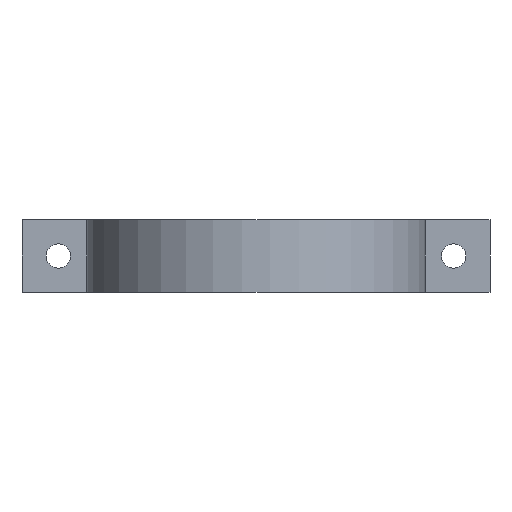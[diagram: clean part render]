
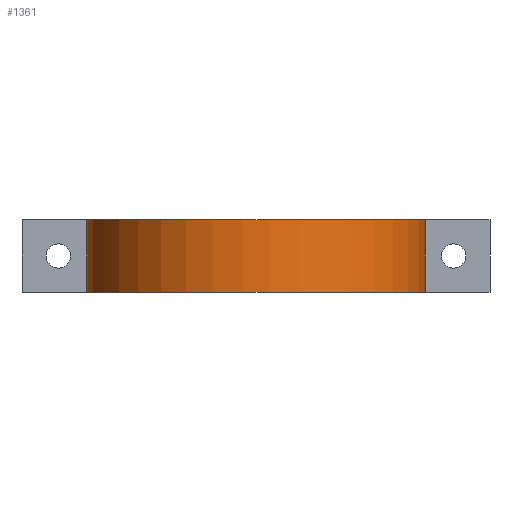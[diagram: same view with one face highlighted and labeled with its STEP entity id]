
A CAD part, front view. The second image highlights one B-rep face of the part: STEP entity #1361.
In plain terms, the highlighted cylindrical face has radius 35 mm (diameter 70 mm), a partial arc.
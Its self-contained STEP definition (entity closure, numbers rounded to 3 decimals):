
#72 = PLANE('',#73);
#73 = AXIS2_PLACEMENT_3D('',#74,#75,#76);
#74 = CARTESIAN_POINT('',(0.,137.001,15.));
#75 = DIRECTION('',(0.,0.,1.));
#76 = DIRECTION('',(1.,0.,0.));
#126 = PLANE('',#127);
#127 = AXIS2_PLACEMENT_3D('',#128,#129,#130);
#128 = CARTESIAN_POINT('',(0.,137.001,0.));
#129 = DIRECTION('',(0.,0.,1.));
#130 = DIRECTION('',(1.,0.,0.));
#336 = VERTEX_POINT('',#337);
#337 = CARTESIAN_POINT('',(-34.135,95.233,0.));
#351 = PLANE('',#352);
#352 = AXIS2_PLACEMENT_3D('',#353,#354,#355);
#353 = CARTESIAN_POINT('',(-34.135,95.233,0.));
#354 = DIRECTION('',(-0.971,0.238,0.));
#355 = DIRECTION('',(0.238,0.971,0.));
#363 = EDGE_CURVE('',#336,#364,#366,.T.);
#364 = VERTEX_POINT('',#365);
#365 = CARTESIAN_POINT('',(34.135,95.233,0.));
#366 = SURFACE_CURVE('',#367,(#372,#379),.PCURVE_S1.);
#367 = CIRCLE('',#368,35.);
#368 = AXIS2_PLACEMENT_3D('',#369,#370,#371);
#369 = CARTESIAN_POINT('',(0.,87.5,0.));
#370 = DIRECTION('',(0.,0.,1.));
#371 = DIRECTION('',(1.,0.,0.));
#372 = PCURVE('',#126,#373);
#373 = DEFINITIONAL_REPRESENTATION('',(#374),#378);
#374 = CIRCLE('',#375,35.);
#375 = AXIS2_PLACEMENT_2D('',#376,#377);
#376 = CARTESIAN_POINT('',(0.,-49.501));
#377 = DIRECTION('',(1.,0.));
#378 = ( GEOMETRIC_REPRESENTATION_CONTEXT(2) 
PARAMETRIC_REPRESENTATION_CONTEXT() REPRESENTATION_CONTEXT('2D SPACE',''
  ) );
#379 = PCURVE('',#380,#385);
#380 = CYLINDRICAL_SURFACE('',#381,35.);
#381 = AXIS2_PLACEMENT_3D('',#382,#383,#384);
#382 = CARTESIAN_POINT('',(0.,87.5,0.));
#383 = DIRECTION('',(-0.,-0.,-1.));
#384 = DIRECTION('',(1.,0.,0.));
#385 = DEFINITIONAL_REPRESENTATION('',(#386),#390);
#386 = LINE('',#387,#388);
#387 = CARTESIAN_POINT('',(-0.,0.));
#388 = VECTOR('',#389,1.);
#389 = DIRECTION('',(-1.,0.));
#390 = ( GEOMETRIC_REPRESENTATION_CONTEXT(2) 
PARAMETRIC_REPRESENTATION_CONTEXT() REPRESENTATION_CONTEXT('2D SPACE',''
  ) );
#408 = PLANE('',#409);
#409 = AXIS2_PLACEMENT_3D('',#410,#411,#412);
#410 = CARTESIAN_POINT('',(34.135,95.233,0.));
#411 = DIRECTION('',(-0.971,-0.238,0.));
#412 = DIRECTION('',(-0.238,0.971,0.));
#749 = VERTEX_POINT('',#750);
#750 = CARTESIAN_POINT('',(-34.135,95.233,15.));
#771 = EDGE_CURVE('',#749,#772,#774,.T.);
#772 = VERTEX_POINT('',#773);
#773 = CARTESIAN_POINT('',(34.135,95.233,15.));
#774 = SURFACE_CURVE('',#775,(#780,#787),.PCURVE_S1.);
#775 = CIRCLE('',#776,35.);
#776 = AXIS2_PLACEMENT_3D('',#777,#778,#779);
#777 = CARTESIAN_POINT('',(0.,87.5,15.));
#778 = DIRECTION('',(0.,0.,1.));
#779 = DIRECTION('',(1.,0.,0.));
#780 = PCURVE('',#72,#781);
#781 = DEFINITIONAL_REPRESENTATION('',(#782),#786);
#782 = CIRCLE('',#783,35.);
#783 = AXIS2_PLACEMENT_2D('',#784,#785);
#784 = CARTESIAN_POINT('',(0.,-49.501));
#785 = DIRECTION('',(1.,0.));
#786 = ( GEOMETRIC_REPRESENTATION_CONTEXT(2) 
PARAMETRIC_REPRESENTATION_CONTEXT() REPRESENTATION_CONTEXT('2D SPACE',''
  ) );
#787 = PCURVE('',#380,#788);
#788 = DEFINITIONAL_REPRESENTATION('',(#789),#793);
#789 = LINE('',#790,#791);
#790 = CARTESIAN_POINT('',(-0.,-15.));
#791 = VECTOR('',#792,1.);
#792 = DIRECTION('',(-1.,0.));
#793 = ( GEOMETRIC_REPRESENTATION_CONTEXT(2) 
PARAMETRIC_REPRESENTATION_CONTEXT() REPRESENTATION_CONTEXT('2D SPACE',''
  ) );
#1311 = EDGE_CURVE('',#336,#749,#1312,.T.);
#1312 = SURFACE_CURVE('',#1313,(#1317,#1324),.PCURVE_S1.);
#1313 = LINE('',#1314,#1315);
#1314 = CARTESIAN_POINT('',(-34.135,95.233,0.));
#1315 = VECTOR('',#1316,1.);
#1316 = DIRECTION('',(0.,0.,1.));
#1317 = PCURVE('',#351,#1318);
#1318 = DEFINITIONAL_REPRESENTATION('',(#1319),#1323);
#1319 = LINE('',#1320,#1321);
#1320 = CARTESIAN_POINT('',(0.,0.));
#1321 = VECTOR('',#1322,1.);
#1322 = DIRECTION('',(0.,-1.));
#1323 = ( GEOMETRIC_REPRESENTATION_CONTEXT(2) 
PARAMETRIC_REPRESENTATION_CONTEXT() REPRESENTATION_CONTEXT('2D SPACE',''
  ) );
#1324 = PCURVE('',#380,#1325);
#1325 = DEFINITIONAL_REPRESENTATION('',(#1326),#1330);
#1326 = LINE('',#1327,#1328);
#1327 = CARTESIAN_POINT('',(-2.919,0.));
#1328 = VECTOR('',#1329,1.);
#1329 = DIRECTION('',(-0.,-1.));
#1330 = ( GEOMETRIC_REPRESENTATION_CONTEXT(2) 
PARAMETRIC_REPRESENTATION_CONTEXT() REPRESENTATION_CONTEXT('2D SPACE',''
  ) );
#1361 = ADVANCED_FACE('',(#1362),#380,.T.);
#1362 = FACE_BOUND('',#1363,.F.);
#1363 = EDGE_LOOP('',(#1364,#1365,#1366,#1387));
#1364 = ORIENTED_EDGE('',*,*,#1311,.T.);
#1365 = ORIENTED_EDGE('',*,*,#771,.T.);
#1366 = ORIENTED_EDGE('',*,*,#1367,.F.);
#1367 = EDGE_CURVE('',#364,#772,#1368,.T.);
#1368 = SURFACE_CURVE('',#1369,(#1373,#1380),.PCURVE_S1.);
#1369 = LINE('',#1370,#1371);
#1370 = CARTESIAN_POINT('',(34.135,95.233,0.));
#1371 = VECTOR('',#1372,1.);
#1372 = DIRECTION('',(0.,0.,1.));
#1373 = PCURVE('',#380,#1374);
#1374 = DEFINITIONAL_REPRESENTATION('',(#1375),#1379);
#1375 = LINE('',#1376,#1377);
#1376 = CARTESIAN_POINT('',(-6.506,0.));
#1377 = VECTOR('',#1378,1.);
#1378 = DIRECTION('',(-0.,-1.));
#1379 = ( GEOMETRIC_REPRESENTATION_CONTEXT(2) 
PARAMETRIC_REPRESENTATION_CONTEXT() REPRESENTATION_CONTEXT('2D SPACE',''
  ) );
#1380 = PCURVE('',#408,#1381);
#1381 = DEFINITIONAL_REPRESENTATION('',(#1382),#1386);
#1382 = LINE('',#1383,#1384);
#1383 = CARTESIAN_POINT('',(0.,0.));
#1384 = VECTOR('',#1385,1.);
#1385 = DIRECTION('',(0.,-1.));
#1386 = ( GEOMETRIC_REPRESENTATION_CONTEXT(2) 
PARAMETRIC_REPRESENTATION_CONTEXT() REPRESENTATION_CONTEXT('2D SPACE',''
  ) );
#1387 = ORIENTED_EDGE('',*,*,#363,.F.);
